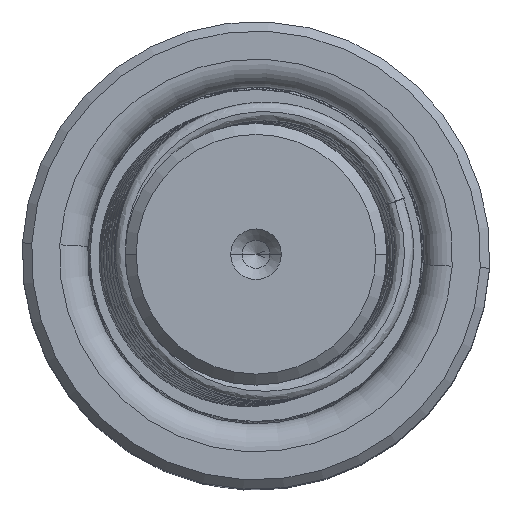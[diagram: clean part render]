
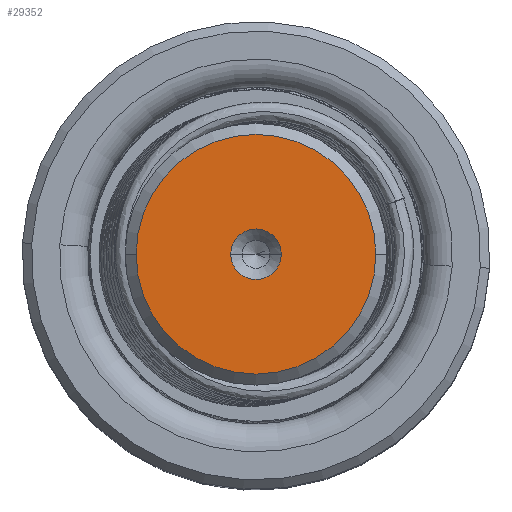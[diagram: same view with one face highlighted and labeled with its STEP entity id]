
A CAD part, top view. The second image highlights one B-rep face of the part: STEP entity #29352.
In plain terms, the highlighted planar face has unit normal (0, 0, 1).
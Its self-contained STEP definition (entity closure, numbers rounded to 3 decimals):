
#854 = DIRECTION ( 'NONE',  ( 1., 0., 0. ) ) ;
#1909 = EDGE_CURVE ( 'NONE', #7449, #19852, #15682, .T. ) ;
#5204 = ORIENTED_EDGE ( 'NONE', *, *, #11940, .T. ) ;
#6099 = DIRECTION ( 'NONE',  ( 1., 0., 0. ) ) ;
#6105 = FACE_OUTER_BOUND ( 'NONE', #22407, .T. ) ;
#6417 = CARTESIAN_POINT ( 'NONE',  ( 0., 0., 140. ) ) ;
#6950 = AXIS2_PLACEMENT_3D ( 'NONE', #6417, #33257, #36980 ) ;
#7449 = VERTEX_POINT ( 'NONE', #35785 ) ;
#7744 = CARTESIAN_POINT ( 'NONE',  ( 0., 0., 140. ) ) ;
#7760 = CARTESIAN_POINT ( 'NONE',  ( 12.812, 0., 140. ) ) ;
#8222 = AXIS2_PLACEMENT_3D ( 'NONE', #24012, #35635, #854 ) ;
#11124 = ORIENTED_EDGE ( 'NONE', *, *, #21322, .F. ) ;
#11811 = DIRECTION ( 'NONE',  ( 0., 0., 1. ) ) ;
#11940 = EDGE_CURVE ( 'NONE', #43736, #46488, #17312, .T. ) ;
#15561 = DIRECTION ( 'NONE',  ( 0., 0., 1. ) ) ;
#15682 = CIRCLE ( 'NONE', #8222, 2.7 ) ;
#16094 = ORIENTED_EDGE ( 'NONE', *, *, #1909, .F. ) ;
#17312 = CIRCLE ( 'NONE', #37779, 12.812 ) ;
#19233 = DIRECTION ( 'NONE',  ( 1., 0., 0. ) ) ;
#19852 = VERTEX_POINT ( 'NONE', #24194 ) ;
#21322 = EDGE_CURVE ( 'NONE', #19852, #7449, #21924, .T. ) ;
#21924 = CIRCLE ( 'NONE', #25594, 2.7 ) ;
#22407 = EDGE_LOOP ( 'NONE', ( #5204, #37659 ) ) ;
#24012 = CARTESIAN_POINT ( 'NONE',  ( 0., 0., 140. ) ) ;
#24194 = CARTESIAN_POINT ( 'NONE',  ( -2.7, 0., 140. ) ) ;
#24854 = FACE_BOUND ( 'NONE', #25706, .T. ) ;
#25512 = PLANE ( 'NONE',  #6950 ) ;
#25594 = AXIS2_PLACEMENT_3D ( 'NONE', #27529, #15561, #46662 ) ;
#25706 = EDGE_LOOP ( 'NONE', ( #16094, #11124 ) ) ;
#27529 = CARTESIAN_POINT ( 'NONE',  ( 0., 0., 140. ) ) ;
#29201 = DIRECTION ( 'NONE',  ( 0., 0., 1. ) ) ;
#29352 = ADVANCED_FACE ( 'NONE', ( #24854, #6105 ), #25512, .T. ) ;
#31219 = CIRCLE ( 'NONE', #38383, 12.812 ) ;
#33257 = DIRECTION ( 'NONE',  ( 0., 0., 1. ) ) ;
#33482 = EDGE_CURVE ( 'NONE', #46488, #43736, #31219, .T. ) ;
#33585 = CARTESIAN_POINT ( 'NONE',  ( 0., 0., 140. ) ) ;
#35635 = DIRECTION ( 'NONE',  ( 0., 0., 1. ) ) ;
#35785 = CARTESIAN_POINT ( 'NONE',  ( 2.7, 0., 140. ) ) ;
#36980 = DIRECTION ( 'NONE',  ( 1., 0., 0. ) ) ;
#37659 = ORIENTED_EDGE ( 'NONE', *, *, #33482, .T. ) ;
#37779 = AXIS2_PLACEMENT_3D ( 'NONE', #33585, #29201, #6099 ) ;
#38383 = AXIS2_PLACEMENT_3D ( 'NONE', #7744, #11811, #19233 ) ;
#41966 = CARTESIAN_POINT ( 'NONE',  ( -12.812, 0., 140. ) ) ;
#43736 = VERTEX_POINT ( 'NONE', #41966 ) ;
#46488 = VERTEX_POINT ( 'NONE', #7760 ) ;
#46662 = DIRECTION ( 'NONE',  ( 1., 0., 0. ) ) ;
